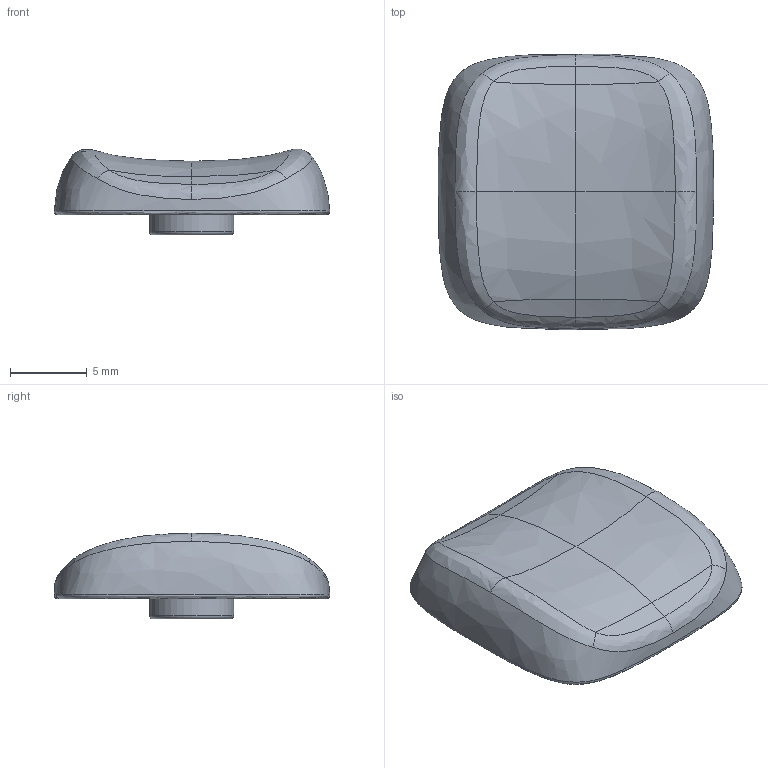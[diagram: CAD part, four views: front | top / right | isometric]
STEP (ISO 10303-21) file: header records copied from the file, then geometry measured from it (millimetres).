
FILE_DESCRIPTION(/* description */ ('','CAx-IF Rec.Pracs.---Representation and Presentation of Product Manufacturing Information (PMI)---4.0---2014-10-13'),/* implementation_level */ '2;1');
FILE_NAME(/* name */ '[MX] Saddle v2.step',/* time_stamp */ '2025-01-19T03:54:24+07:00',/* author */ (''),/* organization */ (''),/* preprocessor_version */ 'ST-DEVELOPER v20',/* originating_system */ 'Autodesk Translation Framework v13.20.0.188',/* authorisation */ '');
FILE_SCHEMA (('AP242_MANAGED_MODEL_BASED_3D_ENGINEERING_MIM_LF { 1 0 10303 442 1 1 4 }'));
Length unit declared in the file: millimetre
Products named in the file (1): [MX] Saddle
Bounding box: 17.97 x 17.96 x 5.59 mm (x, y, z)
Volume: 531.6 mm3; surface area: 904.2 mm2
Topology: 1 solids, 1 shells, 63 faces, 142 edges, 82 vertices
Faces by surface type: bspline 28, cylinder 17, plane 16, torus 2
Full cylindrical faces by diameter (mm): 5.5 x1
Entity records: 13253 total; most frequent: CARTESIAN_POINT 11986, ORIENTED_EDGE 280, DIRECTION 216, EDGE_CURVE 140, VERTEX_POINT 82, AXIS2_PLACEMENT_3D 81, EDGE_LOOP 66, FACE_OUTER_BOUND 63
